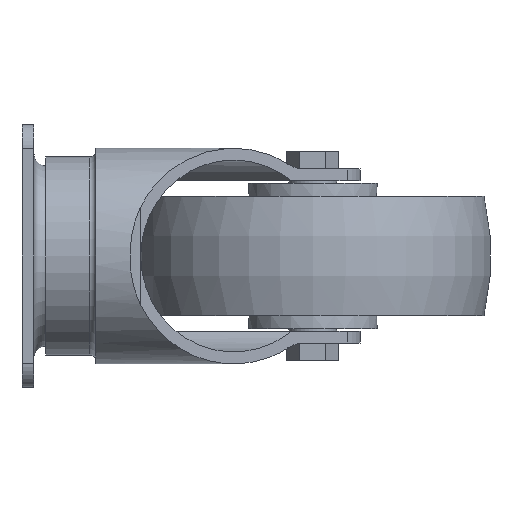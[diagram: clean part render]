
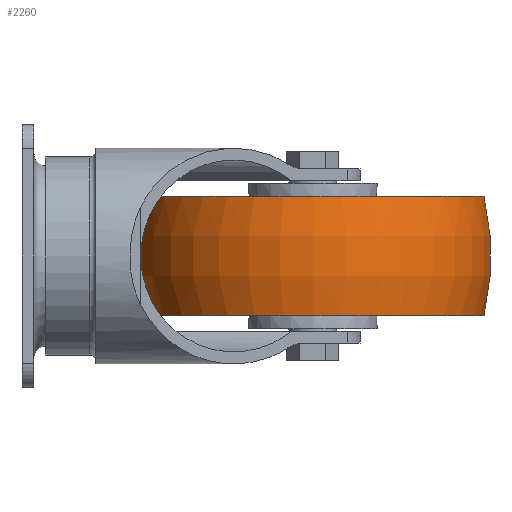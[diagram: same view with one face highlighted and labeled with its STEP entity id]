
A CAD part, left-side view. The second image highlights one B-rep face of the part: STEP entity #2260.
In plain terms, the highlighted toroidal (fillet/blend) face has major radius 25 mm and minor radius 100 mm.
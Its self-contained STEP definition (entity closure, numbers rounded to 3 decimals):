
#22=DEGENERATE_TOROIDAL_SURFACE('',#2467,25.,100.,
 .F.);
#127=CIRCLE('',#2466,71.825);
#128=CIRCLE('',#2468,71.825);
#491=ORIENTED_EDGE('',*,*,#1017,.T.);
#492=ORIENTED_EDGE('',*,*,#1018,.F.);
#1017=EDGE_CURVE('',#1294,#1294,#127,.T.);
#1018=EDGE_CURVE('',#1295,#1295,#128,.T.);
#1294=VERTEX_POINT('',#3677);
#1295=VERTEX_POINT('',#3680);
#1871=EDGE_LOOP('',(#491));
#1872=EDGE_LOOP('',(#492));
#2028=FACE_BOUND('',#1871,.T.);
#2029=FACE_BOUND('',#1872,.T.);
#2260=ADVANCED_FACE('',(#2028,#2029),#22,.F.);
#2466=AXIS2_PLACEMENT_3D('',#3676,#2956,#2957);
#2467=AXIS2_PLACEMENT_3D('',#3678,#2958,#2959);
#2468=AXIS2_PLACEMENT_3D('',#3679,#2960,#2961);
#2956=DIRECTION('',(0.,0.,-1.));
#2957=DIRECTION('',(-1.,0.,0.));
#2958=DIRECTION('',(0.,0.,-1.));
#2959=DIRECTION('',(-1.,0.,0.));
#2960=DIRECTION('',(0.,0.,-1.));
#2961=DIRECTION('',(-1.,0.,0.));
#3676=CARTESIAN_POINT('',(0.,0.,25.));
#3677=CARTESIAN_POINT('',(-71.825,0.,25.));
#3678=CARTESIAN_POINT('',(0.,0.,0.));
#3679=CARTESIAN_POINT('',(0.,0.,-25.));
#3680=CARTESIAN_POINT('',(-71.825,0.,-25.));
